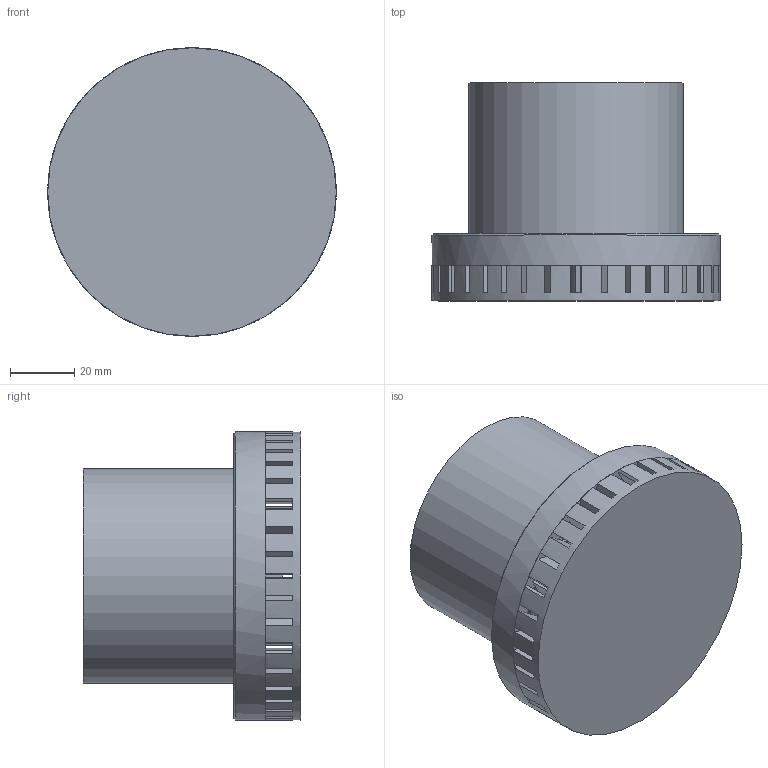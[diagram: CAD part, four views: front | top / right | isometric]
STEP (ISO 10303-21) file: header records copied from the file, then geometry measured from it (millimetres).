
FILE_DESCRIPTION(/* description */ (''),/* implementation_level */ '2;1');
FILE_NAME(/* name */ 'wall lamp assy v5.step',/* time_stamp */ '2018-01-26T06:26:30+01:00',/* author */ ('ErwinGoris'),/* organization */ (''),/* preprocessor_version */ 'ST-DEVELOPER v16.13',/* originating_system */ 'Autodesk Translation Framework v6.5.0.72',/* authorisation */ '');
FILE_SCHEMA (('AUTOMOTIVE_DESIGN { 1 0 10303 214 3 1 1 }'));
Length unit declared in the file: millimetre
Products named in the file (5): wall lamp assy; wall box; power brik; Feather Huzzah; simple light
Assembly tree (4 placements, depth 2):
  wall lamp assy
    wall box
    power brik
    Feather Huzzah
    simple light
Bounding box: 90 x 68 x 90 mm (x, y, z)
Volume: 101158.2 mm3; surface area: 80618.2 mm2
Topology: 9 solids, 9 shells, 364 faces, 972 edges, 648 vertices
Faces by surface type: plane 257, cylinder 82, cone 17, torus 8
Full cylindrical faces by diameter (mm): 2 x4, 2.29 x2, 2.54 x2, 3 x4, 5 x8, 6 x8, 10 x4, 67 x1, 80 x1, 90 x2
Entity records: 11728 total; most frequent: DIRECTION 2090, CARTESIAN_POINT 2033, ORIENTED_EDGE 1944, EDGE_CURVE 972, AXIS2_PLACEMENT_3D 753, VERTEX_POINT 648, LINE 584, VECTOR 584
